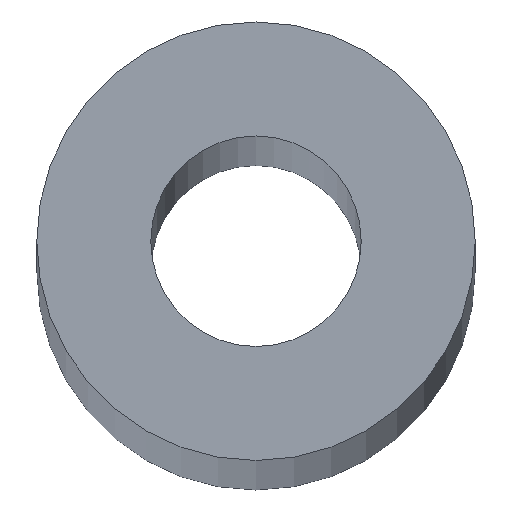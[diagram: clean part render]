
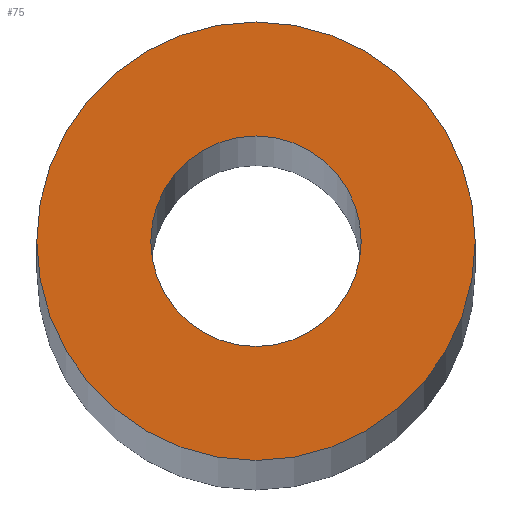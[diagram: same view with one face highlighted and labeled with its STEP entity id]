
A CAD part, top view. The second image highlights one B-rep face of the part: STEP entity #75.
In plain terms, the highlighted planar face has unit normal (0, 0, 1).
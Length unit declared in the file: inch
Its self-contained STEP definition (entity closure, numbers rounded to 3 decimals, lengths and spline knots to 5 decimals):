
#10 = DIRECTION ( 'NONE',  ( 0., 0., 1. ) ) ;
#13 = CIRCLE ( 'NONE', #41, 0.006 ) ;
#15 = ORIENTED_EDGE ( 'NONE', *, *, #38, .T. ) ;
#34 = CARTESIAN_POINT ( 'NONE',  ( -0.0125, 0., 0.965 ) ) ;
#35 = DIRECTION ( 'NONE',  ( 1., 0., 0. ) ) ;
#38 = EDGE_CURVE ( 'NONE', #249, #77, #95, .T. ) ;
#41 = AXIS2_PLACEMENT_3D ( 'NONE', #229, #57, #135 ) ;
#50 = AXIS2_PLACEMENT_3D ( 'NONE', #51, #111, #165 ) ;
#51 = CARTESIAN_POINT ( 'NONE',  ( 0., 0., 0.965 ) ) ;
#53 = FACE_BOUND ( 'NONE', #167, .T. ) ;
#54 = CARTESIAN_POINT ( 'NONE',  ( 0., 0., 0.965 ) ) ;
#56 = EDGE_CURVE ( 'NONE', #77, #249, #195, .T. ) ;
#57 = DIRECTION ( 'NONE',  ( 0., 0., 1. ) ) ;
#74 = DIRECTION ( 'NONE',  ( 1., 0., 0. ) ) ;
#75 = ADVANCED_FACE ( 'NONE', ( #226, #53 ), #134, .T. ) ;
#76 = DIRECTION ( 'NONE',  ( 0., 0., 1. ) ) ;
#77 = VERTEX_POINT ( 'NONE', #34 ) ;
#83 = EDGE_CURVE ( 'NONE', #190, #242, #13, .T. ) ;
#88 = DIRECTION ( 'NONE',  ( 0., 0., 1. ) ) ;
#95 = CIRCLE ( 'NONE', #125, 0.0125 ) ;
#111 = DIRECTION ( 'NONE',  ( 0., 0., 1. ) ) ;
#117 = EDGE_CURVE ( 'NONE', #242, #190, #172, .T. ) ;
#118 = CARTESIAN_POINT ( 'NONE',  ( 0., 0., 0.965 ) ) ;
#121 = CARTESIAN_POINT ( 'NONE',  ( 0.006, 0., 0.965 ) ) ;
#125 = AXIS2_PLACEMENT_3D ( 'NONE', #247, #88, #74 ) ;
#131 = EDGE_LOOP ( 'NONE', ( #211, #15 ) ) ;
#134 = PLANE ( 'NONE',  #179 ) ;
#135 = DIRECTION ( 'NONE',  ( 1., 0., 0. ) ) ;
#165 = DIRECTION ( 'NONE',  ( 1., 0., 0. ) ) ;
#167 = EDGE_LOOP ( 'NONE', ( #197, #236 ) ) ;
#172 = CIRCLE ( 'NONE', #246, 0.006 ) ;
#174 = CARTESIAN_POINT ( 'NONE',  ( -0.006, 0., 0.965 ) ) ;
#179 = AXIS2_PLACEMENT_3D ( 'NONE', #54, #76, #35 ) ;
#190 = VERTEX_POINT ( 'NONE', #174 ) ;
#195 = CIRCLE ( 'NONE', #50, 0.0125 ) ;
#197 = ORIENTED_EDGE ( 'NONE', *, *, #83, .F. ) ;
#208 = DIRECTION ( 'NONE',  ( 1., 0., 0. ) ) ;
#211 = ORIENTED_EDGE ( 'NONE', *, *, #56, .T. ) ;
#226 = FACE_OUTER_BOUND ( 'NONE', #131, .T. ) ;
#229 = CARTESIAN_POINT ( 'NONE',  ( 0., 0., 0.965 ) ) ;
#230 = CARTESIAN_POINT ( 'NONE',  ( 0.0125, 0., 0.965 ) ) ;
#236 = ORIENTED_EDGE ( 'NONE', *, *, #117, .F. ) ;
#242 = VERTEX_POINT ( 'NONE', #121 ) ;
#246 = AXIS2_PLACEMENT_3D ( 'NONE', #118, #10, #208 ) ;
#247 = CARTESIAN_POINT ( 'NONE',  ( 0., 0., 0.965 ) ) ;
#249 = VERTEX_POINT ( 'NONE', #230 ) ;
